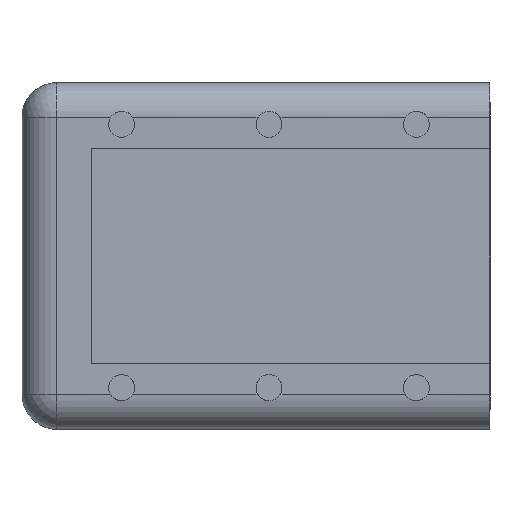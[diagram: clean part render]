
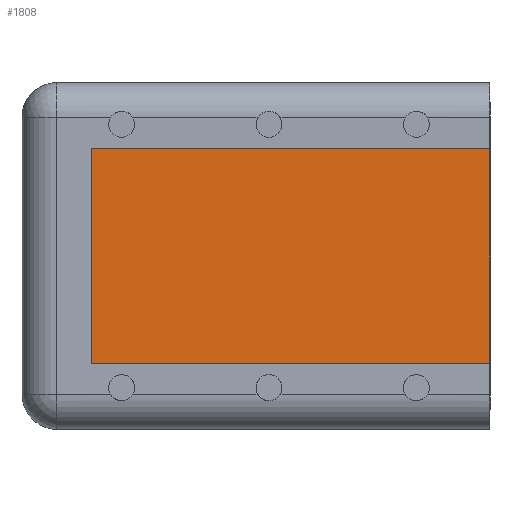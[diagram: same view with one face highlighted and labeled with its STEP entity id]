
A CAD part, left-side view. The second image highlights one B-rep face of the part: STEP entity #1808.
In plain terms, the highlighted planar face has unit normal (-1, 0, 0).
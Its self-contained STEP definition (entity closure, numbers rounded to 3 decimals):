
#76=PLANE('',#1970);
#179=FACE_OUTER_BOUND('',#279,.T.);
#279=EDGE_LOOP('',(#1455,#1456,#1457,#1458));
#410=LINE('',#3495,#584);
#442=LINE('',#3590,#616);
#448=LINE('',#3609,#622);
#449=LINE('',#3610,#623);
#584=VECTOR('',#2239,10.);
#616=VECTOR('',#2307,10.);
#622=VECTOR('',#2315,10.);
#623=VECTOR('',#2316,10.);
#851=VERTEX_POINT('',#3492);
#852=VERTEX_POINT('',#3494);
#886=VERTEX_POINT('',#3588);
#887=VERTEX_POINT('',#3589);
#1057=EDGE_CURVE('',#851,#852,#410,.T.);
#1097=EDGE_CURVE('',#886,#887,#442,.T.);
#1103=EDGE_CURVE('',#851,#887,#448,.T.);
#1104=EDGE_CURVE('',#852,#886,#449,.T.);
#1455=ORIENTED_EDGE('',*,*,#1057,.F.);
#1456=ORIENTED_EDGE('',*,*,#1103,.T.);
#1457=ORIENTED_EDGE('',*,*,#1097,.F.);
#1458=ORIENTED_EDGE('',*,*,#1104,.F.);
#1808=ADVANCED_FACE('',(#179),#76,.T.);
#1970=AXIS2_PLACEMENT_3D('',#3608,#2313,#2314);
#2239=DIRECTION('',(0.,0.,-1.));
#2307=DIRECTION('',(0.,0.,1.));
#2313=DIRECTION('center_axis',(-1.,0.,0.));
#2314=DIRECTION('ref_axis',(0.,0.,1.));
#2315=DIRECTION('',(0.,1.,0.));
#2316=DIRECTION('',(0.,1.,0.));
#3492=CARTESIAN_POINT('',(-22.537,-12.32,12.4));
#3494=CARTESIAN_POINT('',(-22.537,-12.32,-12.4));
#3495=CARTESIAN_POINT('',(-22.537,-12.32,12.4));
#3588=CARTESIAN_POINT('',(-22.537,39.68,-12.4));
#3589=CARTESIAN_POINT('',(-22.537,39.68,12.4));
#3590=CARTESIAN_POINT('',(-22.537,39.68,12.4));
#3608=CARTESIAN_POINT('Origin',(-22.537,-12.32,-12.4));
#3609=CARTESIAN_POINT('',(-22.537,-12.32,12.4));
#3610=CARTESIAN_POINT('',(-22.537,-12.32,-12.4));
